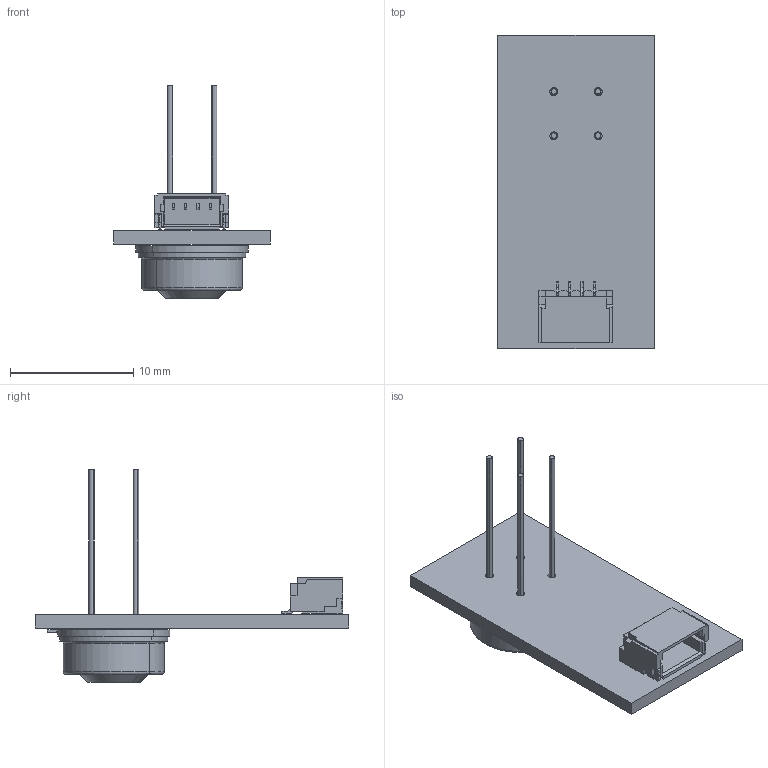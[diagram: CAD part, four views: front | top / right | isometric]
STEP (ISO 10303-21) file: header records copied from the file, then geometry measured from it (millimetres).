
FILE_DESCRIPTION(('KiCad electronic assembly'),'2;1');
FILE_NAME('mlx90614-breakout.step','2023-01-17T09:33:12',('Pcbnew'),( 'Kicad'),'Open CASCADE STEP processor 7.6','KiCad to STEP converter' ,'Unknown');
FILE_SCHEMA(('AUTOMOTIVE_DESIGN { 1 0 10303 214 1 1 1 1 }'));
Length unit declared in the file: millimetre
Products named in the file (6): mlx90614-breakout 1; QWIIC_STEMMA_QT; COMPOUND; MLX90614xxA; mlx90614-breakout PCB
Assembly tree (5 placements, depth 3):
  mlx90614-breakout 1
    QWIIC_STEMMA_QT
      COMPOUND
    MLX90614xxA
      COMPOUND
    mlx90614-breakout PCB
Bounding box: 12.7 x 25.4 x 17.25 mm (x, y, z)
Volume: 611.3 mm3; surface area: 1256.1 mm2
Topology: 14 solids, 14 shells, 300 faces, 787 edges, 520 vertices
Faces by surface type: bspline 290, plane 6, cylinder 4
Full cylindrical faces by diameter (mm): 0.65 x4
Entity records: 18175 total; most frequent: CARTESIAN_POINT 7734, B_SPLINE_CURVE_WITH_KNOTS 1985, ORIENTED_EDGE 1574, PCURVE 1574, DEFINITIONAL_REPRESENTATION 1574, EDGE_CURVE 787, SURFACE_CURVE 783, VERTEX_POINT 520
